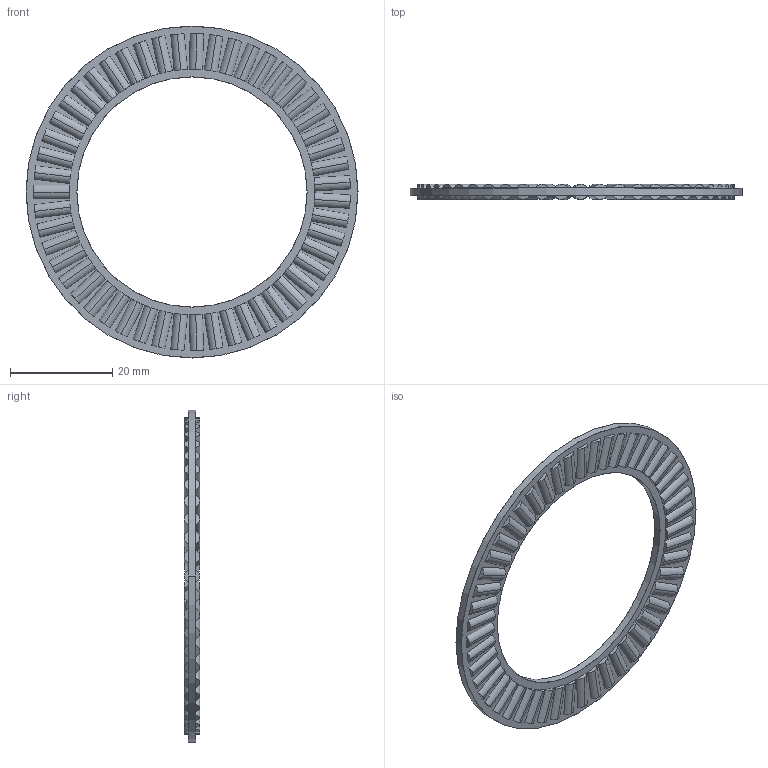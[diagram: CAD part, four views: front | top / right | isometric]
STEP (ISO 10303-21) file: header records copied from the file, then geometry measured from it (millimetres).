
FILE_DESCRIPTION (( 'STEP AP203' ), '1' );
FILE_NAME ('5909K19_Needle-Roller Thrust Bearing.STEP', '2022-04-27T18:35:28', ( 'Administrator' ), ( 'Managed by Terraform' ), 'SwSTEP 2.0', 'SolidWorks 2017', '' );
FILE_SCHEMA (( 'CONFIG_CONTROL_DESIGN' ));
Length unit declared in the file: millimetre
Products named in the file (1): 5909K19_Needle-Roller Thrust Bearing
Bounding box: 65 x 3 x 65 mm (x, y, z)
Volume: 3569.7 mm3; surface area: 7733.2 mm2
Topology: 52 solids, 52 shells, 422 faces, 1150 edges, 730 vertices
Faces by surface type: cylinder 208, plane 206, torus 8
Entity records: 13815 total; most frequent: DIRECTION 2479, CARTESIAN_POINT 2456, ORIENTED_EDGE 2300, EDGE_CURVE 1150, AXIS2_PLACEMENT_3D 957, VERTEX_POINT 730, LINE 565, VECTOR 565
